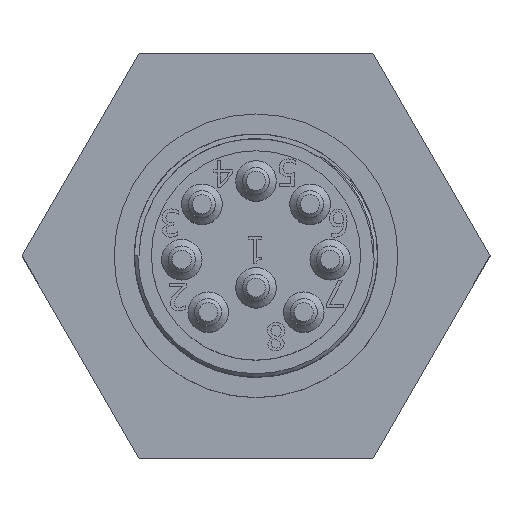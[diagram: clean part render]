
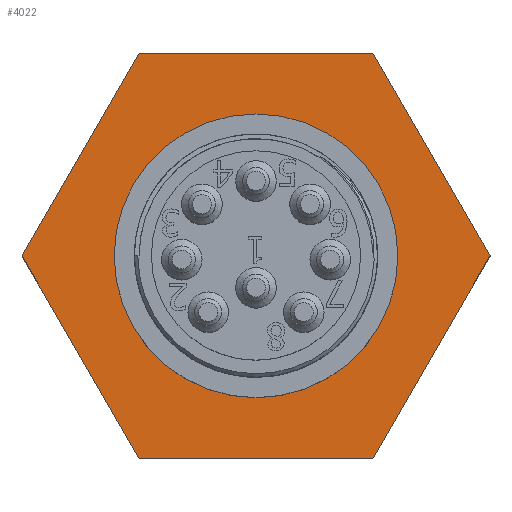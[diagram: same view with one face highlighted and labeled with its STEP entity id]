
A CAD part, top view. The second image highlights one B-rep face of the part: STEP entity #4022.
In plain terms, the highlighted planar face has unit normal (0, 0, 1).
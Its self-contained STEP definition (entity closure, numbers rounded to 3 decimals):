
#187=FACE_BOUND($,#951,.T.);
#260=CIRCLE($,#4247,10.5);
#393=PLANE($,#4250);
#629=FACE_OUTER_BOUND($,#950,.T.);
#950=EDGE_LOOP($,(#3686,#3687,#3688,#3689,#3690,#3691));
#951=EDGE_LOOP($,(#3692));
#1218=LINE($,#9476,#1500);
#1221=LINE($,#9482,#1503);
#1224=LINE($,#9488,#1506);
#1227=LINE($,#9494,#1509);
#1231=LINE($,#9501,#1513);
#1233=LINE($,#9504,#1515);
#1500=VECTOR($,#4853,17.321);
#1503=VECTOR($,#4858,17.321);
#1506=VECTOR($,#4863,17.321);
#1509=VECTOR($,#4868,17.321);
#1513=VECTOR($,#4874,17.321);
#1515=VECTOR($,#4878,17.321);
#2046=VERTEX_POINT($,#9473);
#2047=VERTEX_POINT($,#9475);
#2049=VERTEX_POINT($,#9481);
#2051=VERTEX_POINT($,#9487);
#2053=VERTEX_POINT($,#9493);
#2055=VERTEX_POINT($,#9499);
#2078=VERTEX_POINT($,#9576);
#2577=EDGE_CURVE($,#2047,#2046,#1218,.T.);
#2580=EDGE_CURVE($,#2049,#2047,#1221,.T.);
#2583=EDGE_CURVE($,#2051,#2049,#1224,.T.);
#2586=EDGE_CURVE($,#2053,#2051,#1227,.T.);
#2590=EDGE_CURVE($,#2046,#2055,#1231,.T.);
#2592=EDGE_CURVE($,#2055,#2053,#1233,.T.);
#2616=EDGE_CURVE($,#2078,#2078,#260,.T.);
#3686=ORIENTED_EDGE($,*,*,#2586,.T.);
#3687=ORIENTED_EDGE($,*,*,#2583,.T.);
#3688=ORIENTED_EDGE($,*,*,#2580,.T.);
#3689=ORIENTED_EDGE($,*,*,#2577,.T.);
#3690=ORIENTED_EDGE($,*,*,#2590,.T.);
#3691=ORIENTED_EDGE($,*,*,#2592,.T.);
#3692=ORIENTED_EDGE($,*,*,#2616,.T.);
#4022=ADVANCED_FACE($,(#629,#187),#393,.T.);
#4247=AXIS2_PLACEMENT_3D($,#9577,#4977,#4978);
#4250=AXIS2_PLACEMENT_3D($,#9580,#4983,#4984);
#4853=DIRECTION($,(0.5,-0.866,0.));
#4858=DIRECTION($,(-0.5,-0.866,0.));
#4863=DIRECTION($,(-1.,0.,0.));
#4868=DIRECTION($,(-0.5,0.866,0.));
#4874=DIRECTION($,(1.,0.,0.));
#4878=DIRECTION($,(0.5,0.866,0.));
#4977=DIRECTION('center_axis',(0.,0.,-1.));
#4978=DIRECTION('ref_axis',(-1.,0.,0.));
#4983=DIRECTION('center_axis',(0.,0.,1.));
#4984=DIRECTION('ref_axis',(1.,0.,0.));
#9473=CARTESIAN_POINT('',(-8.66,-15.,3.95));
#9475=CARTESIAN_POINT('',(-17.321,0.,3.95));
#9476=CARTESIAN_POINT($,(-15.155,-3.75,3.95));
#9481=CARTESIAN_POINT('',(-8.66,15.,3.95));
#9482=CARTESIAN_POINT($,(-10.825,11.25,3.95));
#9487=CARTESIAN_POINT('',(8.66,15.,3.95));
#9488=CARTESIAN_POINT($,(4.33,15.,3.95));
#9493=CARTESIAN_POINT('',(17.321,0.,3.95));
#9494=CARTESIAN_POINT($,(15.155,3.75,3.95));
#9499=CARTESIAN_POINT('',(8.66,-15.,3.95));
#9501=CARTESIAN_POINT($,(-4.33,-15.,3.95));
#9504=CARTESIAN_POINT($,(10.825,-11.25,3.95));
#9576=CARTESIAN_POINT('',(10.5,0.,3.95));
#9577=CARTESIAN_POINT('Origin',(0.,0.,3.95));
#9580=CARTESIAN_POINT('Origin',(0.,0.,
3.95));
